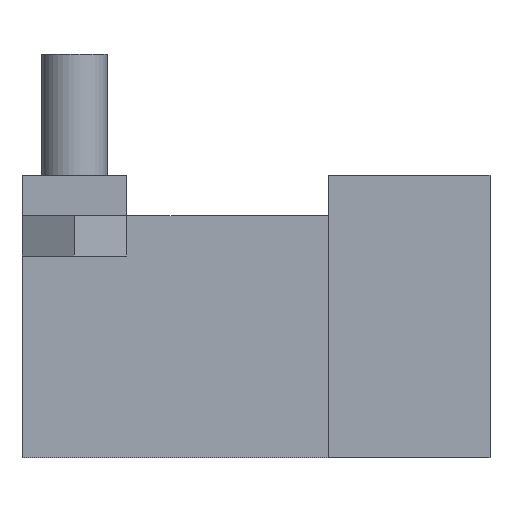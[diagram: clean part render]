
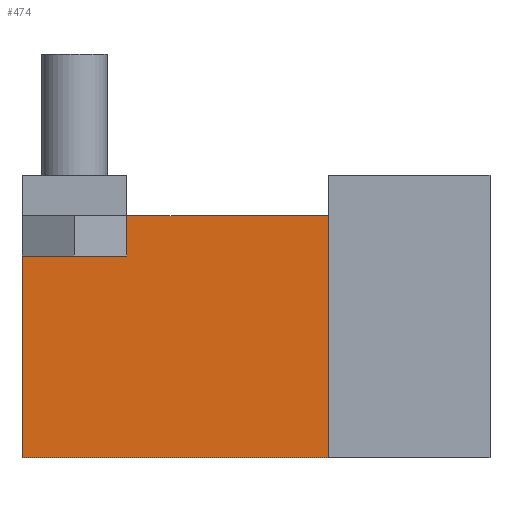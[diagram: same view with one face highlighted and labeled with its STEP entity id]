
A CAD part, front view. The second image highlights one B-rep face of the part: STEP entity #474.
In plain terms, the highlighted planar face has unit normal (0, -1, 0).
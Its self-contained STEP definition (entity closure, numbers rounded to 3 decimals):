
#79 = VERTEX_POINT('',#80);
#80 = CARTESIAN_POINT('',(6.495,27.5,5.));
#196 = EDGE_CURVE('',#79,#197,#199,.T.);
#197 = VERTEX_POINT('',#198);
#198 = CARTESIAN_POINT('',(-6.495,27.5,5.));
#199 = LINE('',#200,#201);
#200 = CARTESIAN_POINT('',(51.495,27.5,5.));
#201 = VECTOR('',#202,1.);
#202 = DIRECTION('',(-1.,0.,0.));
#248 = VERTEX_POINT('',#249);
#249 = CARTESIAN_POINT('',(31.495,27.5,5.));
#262 = EDGE_CURVE('',#248,#79,#263,.T.);
#263 = LINE('',#264,#265);
#264 = CARTESIAN_POINT('',(51.495,27.5,5.));
#265 = VECTOR('',#266,1.);
#266 = DIRECTION('',(-1.,0.,0.));
#439 = VERTEX_POINT('',#440);
#440 = CARTESIAN_POINT('',(-6.495,27.5,-25.));
#446 = EDGE_CURVE('',#197,#439,#447,.T.);
#447 = LINE('',#448,#449);
#448 = CARTESIAN_POINT('',(-6.495,27.5,5.));
#449 = VECTOR('',#450,1.);
#450 = DIRECTION('',(0.,0.,-1.));
#474 = ADVANCED_FACE('',(#475,#502),#513,.T.);
#475 = FACE_BOUND('',#476,.T.);
#476 = EDGE_LOOP('',(#477,#487,#493,#494,#495,#496));
#477 = ORIENTED_EDGE('',*,*,#478,.F.);
#478 = EDGE_CURVE('',#479,#481,#483,.T.);
#479 = VERTEX_POINT('',#480);
#480 = CARTESIAN_POINT('',(51.495,27.5,5.));
#481 = VERTEX_POINT('',#482);
#482 = CARTESIAN_POINT('',(51.495,27.5,-25.));
#483 = LINE('',#484,#485);
#484 = CARTESIAN_POINT('',(51.495,27.5,5.));
#485 = VECTOR('',#486,1.);
#486 = DIRECTION('',(0.,0.,-1.));
#487 = ORIENTED_EDGE('',*,*,#488,.F.);
#488 = EDGE_CURVE('',#248,#479,#489,.T.);
#489 = LINE('',#490,#491);
#490 = CARTESIAN_POINT('',(31.495,27.5,5.));
#491 = VECTOR('',#492,1.);
#492 = DIRECTION('',(1.,0.,0.));
#493 = ORIENTED_EDGE('',*,*,#262,.T.);
#494 = ORIENTED_EDGE('',*,*,#196,.T.);
#495 = ORIENTED_EDGE('',*,*,#446,.T.);
#496 = ORIENTED_EDGE('',*,*,#497,.F.);
#497 = EDGE_CURVE('',#481,#439,#498,.T.);
#498 = LINE('',#499,#500);
#499 = CARTESIAN_POINT('',(51.495,27.5,-25.));
#500 = VECTOR('',#501,1.);
#501 = DIRECTION('',(-1.,0.,0.));
#502 = FACE_BOUND('',#503,.T.);
#503 = EDGE_LOOP('',(#504));
#504 = ORIENTED_EDGE('',*,*,#505,.T.);
#505 = EDGE_CURVE('',#506,#506,#508,.T.);
#506 = VERTEX_POINT('',#507);
#507 = CARTESIAN_POINT('',(31.495,27.5,-11.));
#508 = CIRCLE('',#509,4.);
#509 = AXIS2_PLACEMENT_3D('',#510,#511,#512);
#510 = CARTESIAN_POINT('',(35.495,27.5,-11.));
#511 = DIRECTION('',(0.,1.,-0.));
#512 = DIRECTION('',(-1.,0.,0.));
#513 = PLANE('',#514);
#514 = AXIS2_PLACEMENT_3D('',#515,#516,#517);
#515 = CARTESIAN_POINT('',(23.521,27.5,-8.521));
#516 = DIRECTION('',(-0.,-1.,-0.));
#517 = DIRECTION('',(0.,0.,-1.));
